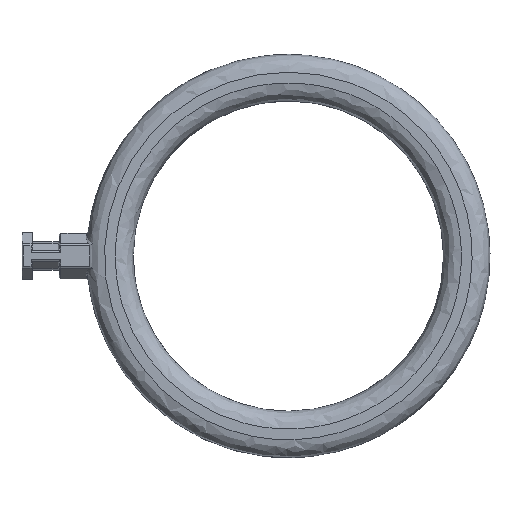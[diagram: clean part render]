
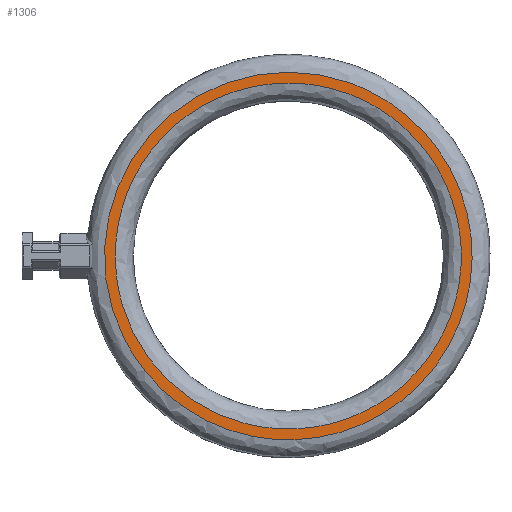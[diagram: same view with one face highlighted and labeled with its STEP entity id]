
A CAD part, top view. The second image highlights one B-rep face of the part: STEP entity #1306.
In plain terms, the highlighted planar face has unit normal (0, 0, 1).
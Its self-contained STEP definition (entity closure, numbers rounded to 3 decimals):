
#20=FACE_BOUND('',#489,.T.);
#339=PLANE('',#1393);
#411=FACE_OUTER_BOUND('',#488,.T.);
#488=EDGE_LOOP('',(#1197));
#489=EDGE_LOOP('',(#1198));
#541=B_SPLINE_CURVE_WITH_KNOTS('',3,(#2743,#2744,#2745,#2746,#2747,#2748,
#2749,#2750,#2751,#2752,#2753,#2754,#2755,#2756,#2757,#2758,#2759,#2760,
#2761,#2762,#2763,#2764,#2765,#2766,#2767,#2768,#2769,#2770,#2771,#2772,
#2773,#2774,#2775,#2776,#2777,#2778,#2779,#2780,#2781,#2782,#2783,#2784,
#2785,#2786,#2787,#2788,#2789,#2790,#2791,#2792,#2793,#2794,#2795,#2796),
 .UNSPECIFIED.,.T.,.F.,(4,1,1,1,1,1,1,1,1,1,1,1,1,1,1,1,1,1,1,1,1,1,1,1,
1,1,1,1,1,1,1,1,1,1,1,1,1,1,1,1,1,1,1,1,1,1,1,1,1,1,1,4),(-44.798,
-44.698,-44.398,-43.198,-41.598,
-40.598,-39.998,-39.598,-38.398,
-37.198,-36.265,-35.198,-34.398,
-34.332,-34.132,-33.065,-31.998,
-31.198,-30.398,-29.865,-27.732,
-27.132,-26.665,-25.865,-25.599,
-24.932,-24.532,-23.465,-22.665,
-22.132,-21.332,-20.266,-19.199,
-18.399,-17.599,-17.066,-15.999,
-15.333,-14.933,-13.866,-12.799,
-12.133,-11.733,-10.666,-9.866,
-9.333,-8.533,-6.4,-4.8,
-3.2,-1.6,0.),.UNSPECIFIED.);
#543=B_SPLINE_CURVE_WITH_KNOTS('',3,(#2849,#2850,#2851,#2852,#2853,#2854,
#2855,#2856,#2857,#2858,#2859,#2860,#2861,#2862,#2863,#2864,#2865,#2866,
#2867,#2868,#2869,#2870,#2871,#2872,#2873,#2874,#2875,#2876,#2877,#2878,
#2879,#2880,#2881,#2882,#2883,#2884,#2885),.UNSPECIFIED.,.T.,.F.,(4,1,1,
1,1,1,1,1,1,1,1,1,1,1,1,1,1,1,1,1,1,1,1,1,1,1,1,1,1,1,1,1,1,1,4),(0.,1.13,
1.506,3.012,4.518,5.648,6.024,
8.032,10.041,11.547,12.049,14.057,
16.065,16.818,17.571,18.073,20.081,
22.089,22.842,23.093,24.097,26.105,
26.858,28.114,30.122,30.624,32.13,
32.883,34.138,34.64,36.146,36.899,
39.158,40.664,42.17),.UNSPECIFIED.);
#654=VERTEX_POINT('',#2741);
#655=VERTEX_POINT('',#2848);
#837=EDGE_CURVE('',#654,#654,#541,.T.);
#839=EDGE_CURVE('',#655,#655,#543,.T.);
#1197=ORIENTED_EDGE('',*,*,#837,.F.);
#1198=ORIENTED_EDGE('',*,*,#839,.F.);
#1306=ADVANCED_FACE('',(#411,#20),#339,.T.);
#1393=AXIS2_PLACEMENT_3D('',#2847,#1659,#1660);
#1659=DIRECTION('center_axis',(0.,0.,1.));
#1660=DIRECTION('ref_axis',(1.,0.,0.));
#2741=CARTESIAN_POINT('',(-63.521,-31.907,18.));
#2743=CARTESIAN_POINT('Ctrl Pts',(-63.521,-31.907,18.));
#2744=CARTESIAN_POINT('Ctrl Pts',(-63.671,-31.609,18.));
#2745=CARTESIAN_POINT('Ctrl Pts',(-64.261,-30.413,18.));
#2746=CARTESIAN_POINT('Ctrl Pts',(-66.483,-25.572,18.));
#2747=CARTESIAN_POINT('Ctrl Pts',(-69.792,-15.757,18.));
#2748=CARTESIAN_POINT('Ctrl Pts',(-71.42,-3.123,18.));
#2749=CARTESIAN_POINT('Ctrl Pts',(-70.838,7.531,18.));
#2750=CARTESIAN_POINT('Ctrl Pts',(-69.736,14.075,18.));
#2751=CARTESIAN_POINT('Ctrl Pts',(-68.028,21.174,18.));
#2752=CARTESIAN_POINT('Ctrl Pts',(-64.823,29.982,18.));
#2753=CARTESIAN_POINT('Ctrl Pts',(-59.342,39.616,18.));
#2754=CARTESIAN_POINT('Ctrl Pts',(-52.754,47.994,18.));
#2755=CARTESIAN_POINT('Ctrl Pts',(-45.998,54.464,18.));
#2756=CARTESIAN_POINT('Ctrl Pts',(-40.827,58.256,18.));
#2757=CARTESIAN_POINT('Ctrl Pts',(-37.85,60.175,18.));
#2758=CARTESIAN_POINT('Ctrl Pts',(-34.09,62.5,18.));
#2759=CARTESIAN_POINT('Ctrl Pts',(-27.115,65.999,18.));
#2760=CARTESIAN_POINT('Ctrl Pts',(-17.828,69.022,18.));
#2761=CARTESIAN_POINT('Ctrl Pts',(-9.126,70.647,18.));
#2762=CARTESIAN_POINT('Ctrl Pts',(-2.023,71.161,18.));
#2763=CARTESIAN_POINT('Ctrl Pts',(9.506,70.914,18.));
#2764=CARTESIAN_POINT('Ctrl Pts',(20.213,68.654,18.));
#2765=CARTESIAN_POINT('Ctrl Pts',(30.048,64.495,18.));
#2766=CARTESIAN_POINT('Ctrl Pts',(35.555,61.663,18.));
#2767=CARTESIAN_POINT('Ctrl Pts',(39.865,58.941,18.));
#2768=CARTESIAN_POINT('Ctrl Pts',(44.485,55.513,18.));
#2769=CARTESIAN_POINT('Ctrl Pts',(47.877,52.636,18.));
#2770=CARTESIAN_POINT('Ctrl Pts',(52.933,47.647,18.));
#2771=CARTESIAN_POINT('Ctrl Pts',(57.727,41.829,18.));
#2772=CARTESIAN_POINT('Ctrl Pts',(61.954,35.066,18.));
#2773=CARTESIAN_POINT('Ctrl Pts',(65.144,28.71,18.));
#2774=CARTESIAN_POINT('Ctrl Pts',(68.044,21.259,18.));
#2775=CARTESIAN_POINT('Ctrl Pts',(70.368,11.799,18.));
#2776=CARTESIAN_POINT('Ctrl Pts',(71.261,2.041,18.));
#2777=CARTESIAN_POINT('Ctrl Pts',(70.905,-6.83,18.));
#2778=CARTESIAN_POINT('Ctrl Pts',(69.833,-13.829,18.));
#2779=CARTESIAN_POINT('Ctrl Pts',(67.896,-21.571,18.));
#2780=CARTESIAN_POINT('Ctrl Pts',(65.243,-28.668,18.));
#2781=CARTESIAN_POINT('Ctrl Pts',(61.974,-34.953,18.));
#2782=CARTESIAN_POINT('Ctrl Pts',(58.254,-40.971,18.));
#2783=CARTESIAN_POINT('Ctrl Pts',(53.092,-47.667,18.));
#2784=CARTESIAN_POINT('Ctrl Pts',(46.348,-54.132,18.));
#2785=CARTESIAN_POINT('Ctrl Pts',(40.683,-58.373,18.));
#2786=CARTESIAN_POINT('Ctrl Pts',(34.712,-62.187,18.));
#2787=CARTESIAN_POINT('Ctrl Pts',(27.941,-65.587,18.));
#2788=CARTESIAN_POINT('Ctrl Pts',(20.399,-68.203,18.));
#2789=CARTESIAN_POINT('Ctrl Pts',(13.534,-69.892,18.));
#2790=CARTESIAN_POINT('Ctrl Pts',(2.088,-71.591,18.));
#2791=CARTESIAN_POINT('Ctrl Pts',(-13.083,-70.709,18.));
#2792=CARTESIAN_POINT('Ctrl Pts',(-30.039,-65.085,18.));
#2793=CARTESIAN_POINT('Ctrl Pts',(-43.743,-56.79,18.));
#2794=CARTESIAN_POINT('Ctrl Pts',(-55.306,-45.606,18.));
#2795=CARTESIAN_POINT('Ctrl Pts',(-61.127,-36.673,18.));
#2796=CARTESIAN_POINT('Ctrl Pts',(-63.521,-31.907,18.));
#2847=CARTESIAN_POINT('Origin',(0.,0.,18.));
#2848=CARTESIAN_POINT('',(-64.265,-18.646,18.));
#2849=CARTESIAN_POINT('Ctrl Pts',(-64.265,-18.646,18.));
#2850=CARTESIAN_POINT('Ctrl Pts',(-63.216,-22.262,18.));
#2851=CARTESIAN_POINT('Ctrl Pts',(-61.412,-26.948,18.));
#2852=CARTESIAN_POINT('Ctrl Pts',(-56.82,-35.812,18.));
#2853=CARTESIAN_POINT('Ctrl Pts',(-50.214,-45.073,18.));
#2854=CARTESIAN_POINT('Ctrl Pts',(-39.91,-54.254,18.));
#2855=CARTESIAN_POINT('Ctrl Pts',(-31.217,-59.357,18.));
#2856=CARTESIAN_POINT('Ctrl Pts',(-20.57,-64.107,18.));
#2857=CARTESIAN_POINT('Ctrl Pts',(-6.215,-67.634,18.));
#2858=CARTESIAN_POINT('Ctrl Pts',(12.29,-66.567,18.));
#2859=CARTESIAN_POINT('Ctrl Pts',(25.057,-62.337,18.));
#2860=CARTESIAN_POINT('Ctrl Pts',(36.951,-56.311,18.));
#2861=CARTESIAN_POINT('Ctrl Pts',(49.002,-47.038,18.));
#2862=CARTESIAN_POINT('Ctrl Pts',(58.237,-33.968,18.));
#2863=CARTESIAN_POINT('Ctrl Pts',(62.908,-23.22,18.));
#2864=CARTESIAN_POINT('Ctrl Pts',(64.859,-16.86,18.));
#2865=CARTESIAN_POINT('Ctrl Pts',(67.066,-6.2,18.));
#2866=CARTESIAN_POINT('Ctrl Pts',(67.331,8.942,18.));
#2867=CARTESIAN_POINT('Ctrl Pts',(62.864,24.373,18.));
#2868=CARTESIAN_POINT('Ctrl Pts',(58.174,33.201,18.));
#2869=CARTESIAN_POINT('Ctrl Pts',(54.615,38.854,18.));
#2870=CARTESIAN_POINT('Ctrl Pts',(47.97,47.488,18.));
#2871=CARTESIAN_POINT('Ctrl Pts',(38.243,55.527,18.));
#2872=CARTESIAN_POINT('Ctrl Pts',(26.388,61.769,18.));
#2873=CARTESIAN_POINT('Ctrl Pts',(13.771,66.172,18.));
#2874=CARTESIAN_POINT('Ctrl Pts',(1.127,67.346,18.));
#2875=CARTESIAN_POINT('Ctrl Pts',(-12.124,66.08,18.));
#2876=CARTESIAN_POINT('Ctrl Pts',(-21.127,63.841,18.));
#2877=CARTESIAN_POINT('Ctrl Pts',(-31.805,59.16,18.));
#2878=CARTESIAN_POINT('Ctrl Pts',(-38.908,54.693,18.));
#2879=CARTESIAN_POINT('Ctrl Pts',(-47.264,47.749,18.));
#2880=CARTESIAN_POINT('Ctrl Pts',(-53.387,40.884,18.));
#2881=CARTESIAN_POINT('Ctrl Pts',(-61.398,28.109,18.));
#2882=CARTESIAN_POINT('Ctrl Pts',(-66.396,13.779,18.));
#2883=CARTESIAN_POINT('Ctrl Pts',(-67.371,-3.891,18.));
#2884=CARTESIAN_POINT('Ctrl Pts',(-65.664,-13.824,18.));
#2885=CARTESIAN_POINT('Ctrl Pts',(-64.265,-18.646,18.));
